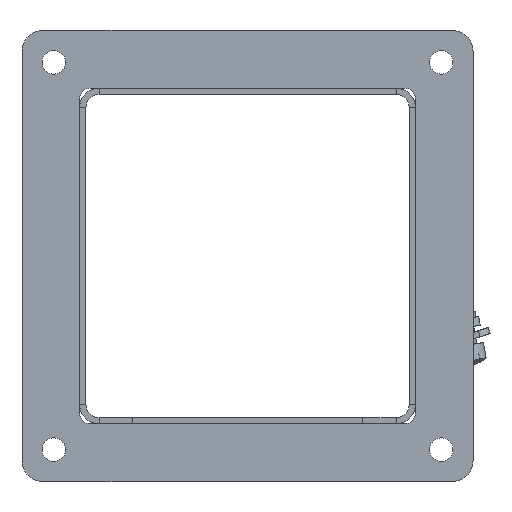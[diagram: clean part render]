
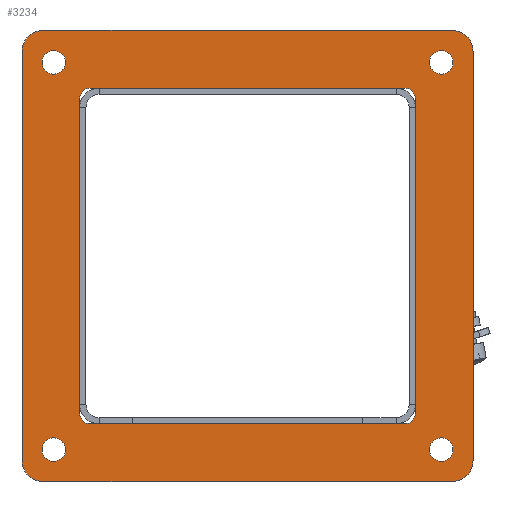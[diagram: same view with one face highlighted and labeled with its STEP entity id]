
A CAD part, front view. The second image highlights one B-rep face of the part: STEP entity #3234.
In plain terms, the highlighted face is planar.
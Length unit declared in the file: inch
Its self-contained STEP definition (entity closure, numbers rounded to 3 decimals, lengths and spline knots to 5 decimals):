
#112=FACE_BOUND($,#558,.T.);
#113=FACE_BOUND($,#559,.T.);
#114=FACE_BOUND($,#560,.T.);
#115=FACE_BOUND($,#561,.T.);
#116=FACE_BOUND($,#562,.T.);
#216=PLANE($,#3488);
#370=FACE_OUTER_BOUND($,#557,.T.);
#557=EDGE_LOOP($,(#2399,#2400,#2401,#2402,#2403,#2404,#2405,#2406));
#558=EDGE_LOOP($,(#2407,#2408,#2409,#2410,#2411,#2412,#2413,#2414));
#559=EDGE_LOOP($,(#2415));
#560=EDGE_LOOP($,(#2416));
#561=EDGE_LOOP($,(#2417));
#562=EDGE_LOOP($,(#2418));
#736=CIRCLE($,#3445,0.125);
#738=CIRCLE($,#3449,0.125);
#740=CIRCLE($,#3453,0.125);
#742=CIRCLE($,#3457,0.125);
#743=CIRCLE($,#3460,0.25);
#752=CIRCLE($,#3472,0.25);
#753=CIRCLE($,#3475,0.25);
#754=CIRCLE($,#3478,0.25);
#755=CIRCLE($,#3480,0.14063);
#756=CIRCLE($,#3482,0.14063);
#757=CIRCLE($,#3484,0.14063);
#758=CIRCLE($,#3486,0.14063);
#899=LINE($,#4890,#1209);
#902=LINE($,#4901,#1212);
#906=LINE($,#4913,#1216);
#909=LINE($,#4922,#1219);
#915=LINE($,#4938,#1225);
#921=LINE($,#4966,#1231);
#924=LINE($,#4974,#1234);
#926=LINE($,#4992,#1236);
#1209=VECTOR($,#3912,3.75);
#1212=VECTOR($,#3923,3.75);
#1216=VECTOR($,#3935,3.75);
#1219=VECTOR($,#3946,3.75);
#1225=VECTOR($,#3960,4.875);
#1231=VECTOR($,#3988,4.875);
#1234=VECTOR($,#3997,4.875);
#1236=VECTOR($,#4021,4.875);
#1497=VERTEX_POINT($,#4880);
#1498=VERTEX_POINT($,#4882);
#1500=VERTEX_POINT($,#4888);
#1503=VERTEX_POINT($,#4895);
#1504=VERTEX_POINT($,#4897);
#1507=VERTEX_POINT($,#4907);
#1508=VERTEX_POINT($,#4909);
#1510=VERTEX_POINT($,#4918);
#1511=VERTEX_POINT($,#4925);
#1512=VERTEX_POINT($,#4926);
#1516=VERTEX_POINT($,#4936);
#1526=VERTEX_POINT($,#4960);
#1527=VERTEX_POINT($,#4964);
#1528=VERTEX_POINT($,#4968);
#1529=VERTEX_POINT($,#4972);
#1530=VERTEX_POINT($,#4976);
#1531=VERTEX_POINT($,#4980);
#1532=VERTEX_POINT($,#4983);
#1533=VERTEX_POINT($,#4986);
#1534=VERTEX_POINT($,#4989);
#1807=EDGE_CURVE($,#1497,#1498,#736,.T.);
#1811=EDGE_CURVE($,#1497,#1500,#899,.T.);
#1814=EDGE_CURVE($,#1503,#1504,#738,.T.);
#1816=EDGE_CURVE($,#1503,#1498,#902,.T.);
#1820=EDGE_CURVE($,#1507,#1508,#740,.T.);
#1822=EDGE_CURVE($,#1507,#1504,#906,.T.);
#1826=EDGE_CURVE($,#1510,#1500,#742,.T.);
#1827=EDGE_CURVE($,#1510,#1508,#909,.T.);
#1829=EDGE_CURVE($,#1511,#1512,#743,.T.);
#1835=EDGE_CURVE($,#1516,#1511,#915,.T.);
#1846=EDGE_CURVE($,#1526,#1516,#752,.T.);
#1849=EDGE_CURVE($,#1527,#1526,#921,.T.);
#1850=EDGE_CURVE($,#1528,#1527,#753,.T.);
#1853=EDGE_CURVE($,#1529,#1528,#924,.T.);
#1854=EDGE_CURVE($,#1530,#1529,#754,.T.);
#1856=EDGE_CURVE($,#1531,#1531,#755,.T.);
#1857=EDGE_CURVE($,#1532,#1532,#756,.T.);
#1858=EDGE_CURVE($,#1533,#1533,#757,.T.);
#1859=EDGE_CURVE($,#1534,#1534,#758,.T.);
#1860=EDGE_CURVE($,#1512,#1530,#926,.T.);
#2399=ORIENTED_EDGE($,*,*,#1829,.F.);
#2400=ORIENTED_EDGE($,*,*,#1835,.F.);
#2401=ORIENTED_EDGE($,*,*,#1846,.F.);
#2402=ORIENTED_EDGE($,*,*,#1849,.F.);
#2403=ORIENTED_EDGE($,*,*,#1850,.F.);
#2404=ORIENTED_EDGE($,*,*,#1853,.F.);
#2405=ORIENTED_EDGE($,*,*,#1854,.F.);
#2406=ORIENTED_EDGE($,*,*,#1860,.F.);
#2407=ORIENTED_EDGE($,*,*,#1811,.T.);
#2408=ORIENTED_EDGE($,*,*,#1826,.F.);
#2409=ORIENTED_EDGE($,*,*,#1827,.T.);
#2410=ORIENTED_EDGE($,*,*,#1820,.F.);
#2411=ORIENTED_EDGE($,*,*,#1822,.T.);
#2412=ORIENTED_EDGE($,*,*,#1814,.F.);
#2413=ORIENTED_EDGE($,*,*,#1816,.T.);
#2414=ORIENTED_EDGE($,*,*,#1807,.F.);
#2415=ORIENTED_EDGE($,*,*,#1856,.T.);
#2416=ORIENTED_EDGE($,*,*,#1857,.T.);
#2417=ORIENTED_EDGE($,*,*,#1858,.T.);
#2418=ORIENTED_EDGE($,*,*,#1859,.T.);
#3234=ADVANCED_FACE($,(#370,#112,#113,#114,#115,#116),#216,.T.);
#3445=AXIS2_PLACEMENT_3D($,#4883,#3905,#3906);
#3449=AXIS2_PLACEMENT_3D($,#4898,#3918,#3919);
#3453=AXIS2_PLACEMENT_3D($,#4910,#3930,#3931);
#3457=AXIS2_PLACEMENT_3D($,#4920,#3942,#3943);
#3460=AXIS2_PLACEMENT_3D($,#4927,#3950,#3951);
#3472=AXIS2_PLACEMENT_3D($,#4961,#3982,#3983);
#3475=AXIS2_PLACEMENT_3D($,#4969,#3991,#3992);
#3478=AXIS2_PLACEMENT_3D($,#4977,#4000,#4001);
#3480=AXIS2_PLACEMENT_3D($,#4981,#4005,#4006);
#3482=AXIS2_PLACEMENT_3D($,#4984,#4009,#4010);
#3484=AXIS2_PLACEMENT_3D($,#4987,#4013,#4014);
#3486=AXIS2_PLACEMENT_3D($,#4990,#4017,#4018);
#3488=AXIS2_PLACEMENT_3D($,#4993,#4022,#4023);
#3905=DIRECTION('center_axis',(0.,0.,1.));
#3906=DIRECTION('ref_axis',(-0.707,-0.707,0.));
#3912=DIRECTION($,(0.,1.,0.));
#3918=DIRECTION('center_axis',(0.,0.,1.));
#3919=DIRECTION('ref_axis',(0.707,-0.707,0.));
#3923=DIRECTION($,(-1.,0.,0.));
#3930=DIRECTION('center_axis',(0.,0.,1.));
#3931=DIRECTION('ref_axis',(0.707,0.707,0.));
#3935=DIRECTION($,(0.,-1.,0.));
#3942=DIRECTION('center_axis',(0.,0.,1.));
#3943=DIRECTION('ref_axis',(-0.707,0.707,0.));
#3946=DIRECTION($,(1.,0.,0.));
#3950=DIRECTION('center_axis',(0.,0.,-1.));
#3951=DIRECTION('ref_axis',(-0.707,-0.707,0.));
#3960=DIRECTION($,(-1.,0.,0.));
#3982=DIRECTION('center_axis',(0.,0.,-1.));
#3983=DIRECTION('ref_axis',(0.707,-0.707,0.));
#3988=DIRECTION($,(0.,-1.,0.));
#3991=DIRECTION('center_axis',(0.,0.,-1.));
#3992=DIRECTION('ref_axis',(0.707,0.707,0.));
#3997=DIRECTION($,(1.,0.,0.));
#4000=DIRECTION('center_axis',(0.,0.,-1.));
#4001=DIRECTION('ref_axis',(-0.707,0.707,0.));
#4005=DIRECTION('center_axis',(0.,0.,-1.));
#4006=DIRECTION('ref_axis',(-1.,0.,0.));
#4009=DIRECTION('center_axis',(0.,0.,-1.));
#4010=DIRECTION('ref_axis',(-1.,0.,0.));
#4013=DIRECTION('center_axis',(0.,0.,-1.));
#4014=DIRECTION('ref_axis',(-1.,0.,0.));
#4017=DIRECTION('center_axis',(0.,0.,-1.));
#4018=DIRECTION('ref_axis',(-1.,0.,0.));
#4021=DIRECTION($,(0.,1.,0.));
#4022=DIRECTION('center_axis',(0.,0.,1.));
#4023=DIRECTION('ref_axis',(1.,0.,0.));
#4880=CARTESIAN_POINT('',(-2.,-1.875,0.125));
#4882=CARTESIAN_POINT('',(-1.875,-2.,0.125));
#4883=CARTESIAN_POINT('Origin',(-1.875,-1.875,0.125));
#4888=CARTESIAN_POINT('',(-2.,1.875,0.125));
#4890=CARTESIAN_POINT($,(-2.,-1.,0.125));
#4895=CARTESIAN_POINT('',(1.875,-2.,0.125));
#4897=CARTESIAN_POINT('',(2.,-1.875,0.125));
#4898=CARTESIAN_POINT('Origin',(1.875,-1.875,0.125));
#4901=CARTESIAN_POINT($,(1.,-2.,0.125));
#4907=CARTESIAN_POINT('',(2.,1.875,0.125));
#4909=CARTESIAN_POINT('',(1.875,2.,0.125));
#4910=CARTESIAN_POINT('Origin',(1.875,1.875,0.125));
#4913=CARTESIAN_POINT($,(2.,1.,0.125));
#4918=CARTESIAN_POINT('',(-1.875,2.,0.125));
#4920=CARTESIAN_POINT('Origin',(-1.875,1.875,0.125));
#4922=CARTESIAN_POINT($,(-1.,2.,0.125));
#4925=CARTESIAN_POINT('',(-2.4375,-2.6875,0.125));
#4926=CARTESIAN_POINT('',(-2.6875,-2.4375,0.125));
#4927=CARTESIAN_POINT('Origin',(-2.4375,-2.4375,0.125));
#4936=CARTESIAN_POINT('',(2.4375,-2.6875,0.125));
#4938=CARTESIAN_POINT($,(-2.6875,-2.6875,0.125));
#4960=CARTESIAN_POINT('',(2.6875,-2.4375,0.125));
#4961=CARTESIAN_POINT('Origin',(2.4375,-2.4375,0.125));
#4964=CARTESIAN_POINT('',(2.6875,2.4375,0.125));
#4966=CARTESIAN_POINT($,(2.6875,-2.6875,0.125));
#4968=CARTESIAN_POINT('',(2.4375,2.6875,0.125));
#4969=CARTESIAN_POINT('Origin',(2.4375,2.4375,0.125));
#4972=CARTESIAN_POINT('',(-2.4375,2.6875,0.125));
#4974=CARTESIAN_POINT($,(2.6875,2.6875,0.125));
#4976=CARTESIAN_POINT('',(-2.6875,2.4375,0.125));
#4977=CARTESIAN_POINT('Origin',(-2.4375,2.4375,0.125));
#4980=CARTESIAN_POINT('',(-2.16688,2.3075,0.125));
#4981=CARTESIAN_POINT('Origin',(-2.3075,2.3075,0.125));
#4983=CARTESIAN_POINT('',(-2.16688,-2.3075,0.125));
#4984=CARTESIAN_POINT('Origin',(-2.3075,-2.3075,0.125));
#4986=CARTESIAN_POINT('',(2.44813,-2.3075,0.125));
#4987=CARTESIAN_POINT('Origin',(2.3075,-2.3075,0.125));
#4989=CARTESIAN_POINT('',(2.44813,2.3075,0.125));
#4990=CARTESIAN_POINT('Origin',(2.3075,2.3075,0.125));
#4992=CARTESIAN_POINT($,(-2.6875,2.6875,0.125));
#4993=CARTESIAN_POINT('Origin',(0.,0.,
0.125));
